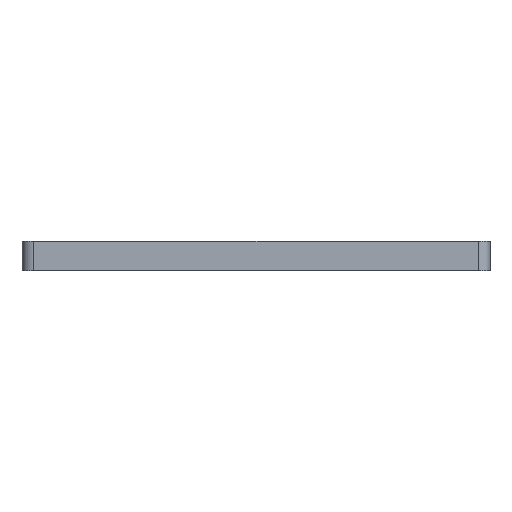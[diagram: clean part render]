
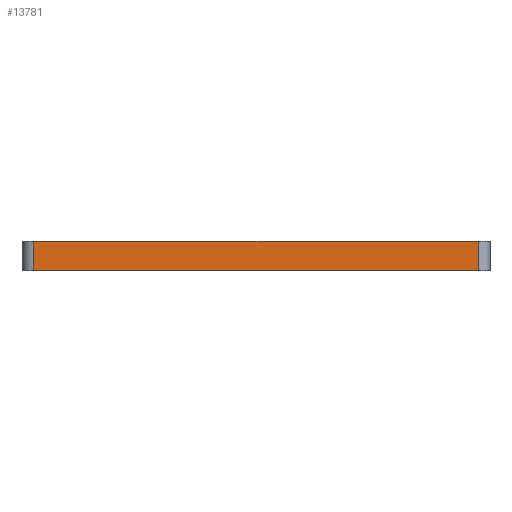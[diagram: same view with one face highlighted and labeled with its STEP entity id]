
A CAD part, left-side view. The second image highlights one B-rep face of the part: STEP entity #13781.
In plain terms, the highlighted planar face has unit normal (-1, 0, 0).
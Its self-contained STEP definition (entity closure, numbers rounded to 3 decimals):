
#493 = VECTOR ( 'NONE', #2268, 1000. ) ;
#745 = CARTESIAN_POINT ( 'NONE',  ( -150., -95., 6.35 ) ) ;
#829 = CARTESIAN_POINT ( 'NONE',  ( -150., -95., 6.35 ) ) ;
#941 = CARTESIAN_POINT ( 'NONE',  ( -150., 95., 6.35 ) ) ;
#1108 = AXIS2_PLACEMENT_3D ( 'NONE', #11381, #4661, #12535 ) ;
#1869 = DIRECTION ( 'NONE',  ( 0., -1., 0. ) ) ;
#2268 = DIRECTION ( 'NONE',  ( 0., 0., -1. ) ) ;
#2359 = PLANE ( 'NONE',  #1108 ) ;
#2531 = EDGE_LOOP ( 'NONE', ( #10283, #7347, #13923, #14325 ) ) ;
#3077 = DIRECTION ( 'NONE',  ( 0., 0., 1. ) ) ;
#3298 = VERTEX_POINT ( 'NONE', #941 ) ;
#3335 = VERTEX_POINT ( 'NONE', #8836 ) ;
#4661 = DIRECTION ( 'NONE',  ( 1., 0., 0. ) ) ;
#5547 = EDGE_CURVE ( 'NONE', #7708, #3335, #9423, .T. ) ;
#5548 = VERTEX_POINT ( 'NONE', #745 ) ;
#5879 = VECTOR ( 'NONE', #8601, 1000. ) ;
#6071 = LINE ( 'NONE', #13519, #493 ) ;
#7299 = FACE_OUTER_BOUND ( 'NONE', #2531, .T. ) ;
#7347 = ORIENTED_EDGE ( 'NONE', *, *, #8719, .T. ) ;
#7708 = VERTEX_POINT ( 'NONE', #14421 ) ;
#8289 = EDGE_CURVE ( 'NONE', #3298, #7708, #6071, .T. ) ;
#8538 = CARTESIAN_POINT ( 'NONE',  ( -150., 100., -6.35 ) ) ;
#8601 = DIRECTION ( 'NONE',  ( 0., -1., 0. ) ) ;
#8719 = EDGE_CURVE ( 'NONE', #3335, #5548, #8858, .T. ) ;
#8836 = CARTESIAN_POINT ( 'NONE',  ( -150., -95., -6.35 ) ) ;
#8858 = LINE ( 'NONE', #829, #11518 ) ;
#9423 = LINE ( 'NONE', #8538, #12459 ) ;
#10283 = ORIENTED_EDGE ( 'NONE', *, *, #5547, .T. ) ;
#10378 = EDGE_CURVE ( 'NONE', #3298, #5548, #12220, .T. ) ;
#11381 = CARTESIAN_POINT ( 'NONE',  ( -150., 100., 6.35 ) ) ;
#11518 = VECTOR ( 'NONE', #3077, 1000. ) ;
#12220 = LINE ( 'NONE', #14348, #5879 ) ;
#12459 = VECTOR ( 'NONE', #1869, 1000. ) ;
#12535 = DIRECTION ( 'NONE',  ( 0., 1., 0. ) ) ;
#13519 = CARTESIAN_POINT ( 'NONE',  ( -150., 95., 6.35 ) ) ;
#13781 = ADVANCED_FACE ( 'NONE', ( #7299 ), #2359, .F. ) ;
#13923 = ORIENTED_EDGE ( 'NONE', *, *, #10378, .F. ) ;
#14325 = ORIENTED_EDGE ( 'NONE', *, *, #8289, .T. ) ;
#14348 = CARTESIAN_POINT ( 'NONE',  ( -150., 100., 6.35 ) ) ;
#14421 = CARTESIAN_POINT ( 'NONE',  ( -150., 95., -6.35 ) ) ;
